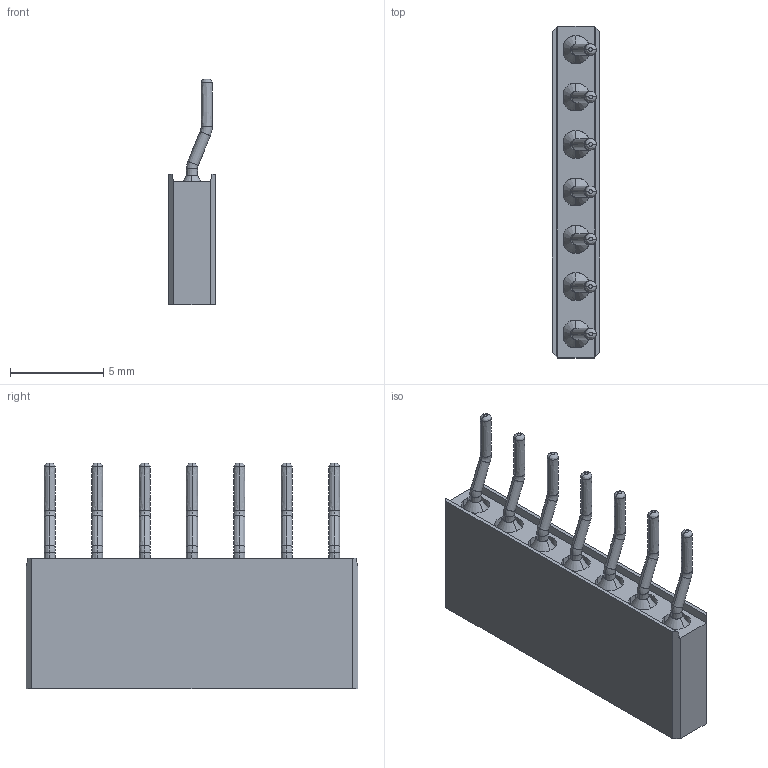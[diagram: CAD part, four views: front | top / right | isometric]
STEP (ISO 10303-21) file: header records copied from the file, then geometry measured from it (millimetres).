
FILE_DESCRIPTION( ('This file contains a STEP AP42 implementation' ,'as created by ZW3D STEP Interface translator.') ,'2;1' );
FILE_NAME( '3521-701XXZXX124X1.stp' ,'231017. 82957', (''), ('ZWCAD Software Co.'), 'Version 1.0', 'ZW3D to STEP translator', '' );
FILE_SCHEMA(('AUTOMOTIVE_DESIGN { 1 0 10303 214 1 1 1 1 }'));
Length unit declared in the file: millimetre
Products named in the file (1): 0
Bounding box: 2.54 x 17.78 x 12.1 mm (x, y, z)
Volume: 257.9 mm3; surface area: 1112.8 mm2
Topology: 1 solids, 1 shells, 580 faces, 1475 edges, 874 vertices
Faces by surface type: cone 203, plane 170, bspline 119, cylinder 88
Entity records: 23554 total; most frequent: CARTESIAN_POINT 9469, ORIENTED_EDGE 2912, DIRECTION 2716, EDGE_CURVE 1455, AXIS2_PLACEMENT_3D 1002, VERTEX_POINT 874, VECTOR 712, LINE 712
